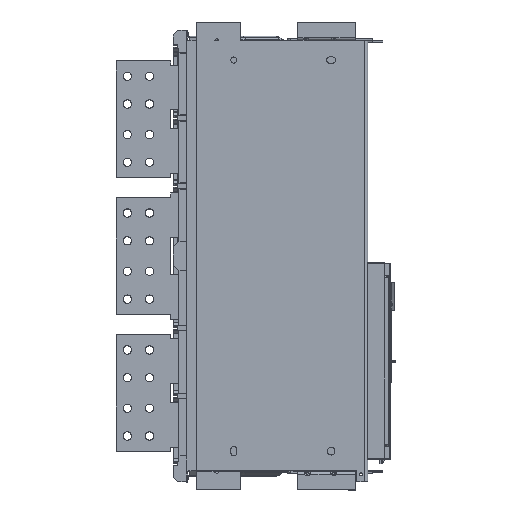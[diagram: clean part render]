
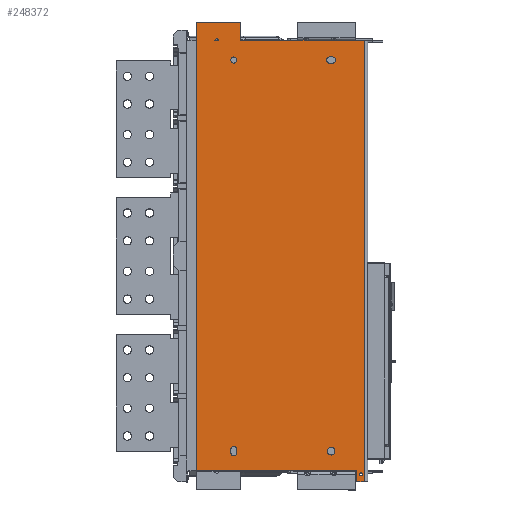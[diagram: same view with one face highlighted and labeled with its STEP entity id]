
A CAD part, top view. The second image highlights one B-rep face of the part: STEP entity #248372.
In plain terms, the highlighted planar face has unit normal (0, 0, 1).
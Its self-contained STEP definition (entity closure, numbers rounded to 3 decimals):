
#1957=DIRECTION('',(1.,0.,0.));
#1958=VECTOR('',#1957,289.);
#1959=CARTESIAN_POINT('',(144.,36.,-1.4));
#1960=LINE('',#1959,#1958);
#38543=DIRECTION('',(-1.,0.,0.));
#38544=VECTOR('',#38543,223.);
#38545=CARTESIAN_POINT('',(447.,810.,-1.4));
#38546=LINE('',#38545,#38544);
#87511=DIRECTION('',(0.,1.,0.));
#87512=VECTOR('',#87511,807.);
#87513=CARTESIAN_POINT('',(144.,36.,-1.4));
#87514=LINE('',#87513,#87512);
#87515=DIRECTION('',(1.,0.,0.));
#87516=VECTOR('',#87515,80.);
#87517=CARTESIAN_POINT('',(144.,843.,-1.4));
#87518=LINE('',#87517,#87516);
#87519=DIRECTION('',(0.,-1.,0.));
#87520=VECTOR('',#87519,33.);
#87521=CARTESIAN_POINT('',(224.,843.,-1.4));
#87522=LINE('',#87521,#87520);
#87523=DIRECTION('',(-1.,0.,0.));
#87524=VECTOR('',#87523,14.);
#87525=CARTESIAN_POINT('',(447.,15.,-1.4));
#87526=LINE('',#87525,#87524);
#87527=DIRECTION('',(0.,1.,0.));
#87528=VECTOR('',#87527,21.);
#87529=CARTESIAN_POINT('',(433.,15.,-1.4));
#87530=LINE('',#87529,#87528);
#87531=CARTESIAN_POINT('',(387.,70.,-1.4));
#87532=DIRECTION('',(0.,0.,1.));
#87533=DIRECTION('',(1.,0.,0.));
#87534=AXIS2_PLACEMENT_3D('',#87531,#87532,#87533);
#87536=CARTESIAN_POINT('',(387.,70.,-1.4));
#87537=DIRECTION('',(0.,0.,1.));
#87538=DIRECTION('',(-1.,0.,0.));
#87539=AXIS2_PLACEMENT_3D('',#87536,#87537,#87538);
#87541=CARTESIAN_POINT('',(212.,73.,-1.4));
#87542=DIRECTION('',(0.,0.,1.));
#87543=DIRECTION('',(1.,0.,0.));
#87544=AXIS2_PLACEMENT_3D('',#87541,#87542,#87543);
#87546=DIRECTION('',(0.,-1.,0.));
#87547=VECTOR('',#87546,6.);
#87548=CARTESIAN_POINT('',(206.5,73.,-1.4));
#87549=LINE('',#87548,#87547);
#87550=CARTESIAN_POINT('',(212.,67.,-1.4));
#87551=DIRECTION('',(0.,0.,1.));
#87552=DIRECTION('',(-1.,0.,0.));
#87553=AXIS2_PLACEMENT_3D('',#87550,#87551,#87552);
#87555=DIRECTION('',(0.,1.,0.));
#87556=VECTOR('',#87555,6.);
#87557=CARTESIAN_POINT('',(217.5,67.,-1.4));
#87558=LINE('',#87557,#87556);
#87559=CARTESIAN_POINT('',(441.,28.5,-1.4));
#87560=DIRECTION('',(0.,0.,1.));
#87561=DIRECTION('',(0.,-1.,0.));
#87562=AXIS2_PLACEMENT_3D('',#87559,#87560,#87561);
#87564=CARTESIAN_POINT('',(441.,28.5,-1.4));
#87565=DIRECTION('',(0.,0.,1.));
#87566=DIRECTION('',(0.,1.,0.));
#87567=AXIS2_PLACEMENT_3D('',#87564,#87565,#87566);
#87569=DIRECTION('',(1.,0.,0.));
#87570=VECTOR('',#87569,7.246);
#87571=CARTESIAN_POINT('',(177.375,810.,
-1.4));
#87572=LINE('',#87571,#87570);
#87573=CARTESIAN_POINT('',(212.,774.5,-1.4));
#87574=DIRECTION('',(0.,0.,1.));
#87575=DIRECTION('',(1.,0.,0.));
#87576=AXIS2_PLACEMENT_3D('',#87573,#87574,#87575);
#87578=CARTESIAN_POINT('',(212.,774.5,-1.4));
#87579=DIRECTION('',(0.,0.,1.));
#87580=DIRECTION('',(-1.,0.,0.));
#87581=AXIS2_PLACEMENT_3D('',#87578,#87579,#87580);
#87583=CARTESIAN_POINT('',(390.,774.5,-1.4));
#87584=DIRECTION('',(0.,0.,1.));
#87585=DIRECTION('',(0.,-1.,0.));
#87586=AXIS2_PLACEMENT_3D('',#87583,#87584,#87585);
#87588=CARTESIAN_POINT('',(390.,774.5,-1.4));
#87589=DIRECTION('',(0.,0.,1.));
#87590=DIRECTION('',(1.,0.,0.));
#87591=AXIS2_PLACEMENT_3D('',#87588,#87589,#87590);
#87593=CARTESIAN_POINT('',(384.,774.5,-1.4));
#87594=DIRECTION('',(0.,0.,1.));
#87595=DIRECTION('',(0.,1.,0.));
#87596=AXIS2_PLACEMENT_3D('',#87593,#87594,#87595);
#87598=CARTESIAN_POINT('',(384.,774.5,-1.4));
#87599=DIRECTION('',(0.,0.,1.));
#87600=DIRECTION('',(-1.,0.,0.));
#87601=AXIS2_PLACEMENT_3D('',#87598,#87599,#87600);
#87603=DIRECTION('',(0.,1.,0.));
#87604=VECTOR('',#87603,795.);
#87605=CARTESIAN_POINT('',(447.,15.,-1.4));
#87606=LINE('',#87605,#87604);
#93931=CARTESIAN_POINT('',(177.375,810.,
-1.4));
#93932=CARTESIAN_POINT('',(177.758,810.7,
-1.4));
#93933=CARTESIAN_POINT('',(178.537,811.834,
-1.4));
#93934=CARTESIAN_POINT('',(179.309,812.376,
-1.4));
#93935=CARTESIAN_POINT('',(181.005,812.833,
-1.4));
#93936=CARTESIAN_POINT('',(182.674,812.379,
-1.4));
#93937=CARTESIAN_POINT('',(183.487,811.817,
-1.4));
#93938=CARTESIAN_POINT('',(184.251,810.693,
-1.4));
#93939=CARTESIAN_POINT('',(184.621,810.,
-1.4));
#93973=DIRECTION('',(-1.,0.,0.));
#93974=VECTOR('',#93973,6.);
#93975=CARTESIAN_POINT('',(390.,769.,-1.4));
#93976=LINE('',#93975,#93974);
#93985=DIRECTION('',(1.,0.,0.));
#93986=VECTOR('',#93985,6.);
#93987=CARTESIAN_POINT('',(384.,780.,-1.4));
#93988=LINE('',#93987,#93986);
#102549=CARTESIAN_POINT('',(144.,36.,-1.4));
#102550=VERTEX_POINT('',#102549);
#102551=CARTESIAN_POINT('',(433.,36.,-1.4));
#102552=VERTEX_POINT('',#102551);
#103316=CARTESIAN_POINT('',(447.,810.,-1.4));
#103317=VERTEX_POINT('',#103316);
#103318=CARTESIAN_POINT('',(224.,810.,-1.4));
#103319=VERTEX_POINT('',#103318);
#118674=CARTESIAN_POINT('',(144.,843.,-1.4));
#118675=VERTEX_POINT('',#118674);
#118682=CARTESIAN_POINT('',(224.,843.,-1.4));
#118683=VERTEX_POINT('',#118682);
#118684=CARTESIAN_POINT('',(447.,15.,-1.4));
#118685=VERTEX_POINT('',#118684);
#118686=CARTESIAN_POINT('',(433.,15.,-1.4));
#118687=VERTEX_POINT('',#118686);
#118688=CARTESIAN_POINT('',(394.,70.,-1.4));
#118689=CARTESIAN_POINT('',(380.,70.,-1.4));
#118690=VERTEX_POINT('',#118688);
#118691=VERTEX_POINT('',#118689);
#118692=CARTESIAN_POINT('',(217.5,73.,-1.4));
#118693=CARTESIAN_POINT('',(206.5,73.,-1.4));
#118694=VERTEX_POINT('',#118692);
#118695=VERTEX_POINT('',#118693);
#118696=CARTESIAN_POINT('',(206.5,67.,-1.4));
#118697=VERTEX_POINT('',#118696);
#118698=CARTESIAN_POINT('',(217.5,67.,-1.4));
#118699=VERTEX_POINT('',#118698);
#118700=CARTESIAN_POINT('',(441.,25.75,-1.4));
#118701=CARTESIAN_POINT('',(441.,31.25,-1.4));
#118702=VERTEX_POINT('',#118700);
#118703=VERTEX_POINT('',#118701);
#118704=VERTEX_POINT('',#93931);
#118705=VERTEX_POINT('',#93939);
#118706=CARTESIAN_POINT('',(217.5,774.5,-1.4));
#118707=CARTESIAN_POINT('',(206.5,774.5,-1.4));
#118708=VERTEX_POINT('',#118706);
#118709=VERTEX_POINT('',#118707);
#118710=CARTESIAN_POINT('',(390.,769.,-1.4));
#118711=CARTESIAN_POINT('',(384.,769.,-1.4));
#118712=VERTEX_POINT('',#118710);
#118713=VERTEX_POINT('',#118711);
#118714=CARTESIAN_POINT('',(395.5,774.5,-1.4));
#118715=VERTEX_POINT('',#118714);
#118716=CARTESIAN_POINT('',(390.,780.,-1.4));
#118717=VERTEX_POINT('',#118716);
#118718=CARTESIAN_POINT('',(384.,780.,-1.4));
#118719=VERTEX_POINT('',#118718);
#118720=CARTESIAN_POINT('',(378.5,774.5,-1.4));
#118721=VERTEX_POINT('',#118720);
#248305=CARTESIAN_POINT('',(295.5,401.75,-1.4));
#248306=DIRECTION('',(0.,0.,1.));
#248307=DIRECTION('',(1.,0.,0.));
#248308=AXIS2_PLACEMENT_3D('',#248305,#248306,#248307);
#248309=PLANE('',#248308);
#248310=ORIENTED_EDGE('',*,*,#248258,.T.);
#248312=ORIENTED_EDGE('',*,*,#248311,.T.);
#248313=ORIENTED_EDGE('',*,*,#248297,.T.);
#248314=ORIENTED_EDGE('',*,*,#180042,.F.);
#248316=ORIENTED_EDGE('',*,*,#248315,.F.);
#248318=ORIENTED_EDGE('',*,*,#248317,.T.);
#248320=ORIENTED_EDGE('',*,*,#248319,.T.);
#248321=ORIENTED_EDGE('',*,*,#130407,.F.);
#248322=EDGE_LOOP('',(#248310,#248312,#248313,#248314,#248316,#248318,#248320,
#248321));
#248323=FACE_OUTER_BOUND('',#248322,.F.);
#248325=ORIENTED_EDGE('',*,*,#248324,.T.);
#248327=ORIENTED_EDGE('',*,*,#248326,.T.);
#248328=EDGE_LOOP('',(#248325,#248327));
#248329=FACE_BOUND('',#248328,.F.);
#248331=ORIENTED_EDGE('',*,*,#248330,.T.);
#248333=ORIENTED_EDGE('',*,*,#248332,.T.);
#248335=ORIENTED_EDGE('',*,*,#248334,.T.);
#248337=ORIENTED_EDGE('',*,*,#248336,.T.);
#248338=EDGE_LOOP('',(#248331,#248333,#248335,#248337));
#248339=FACE_BOUND('',#248338,.F.);
#248341=ORIENTED_EDGE('',*,*,#248340,.T.);
#248343=ORIENTED_EDGE('',*,*,#248342,.T.);
#248344=EDGE_LOOP('',(#248341,#248343));
#248345=FACE_BOUND('',#248344,.F.);
#248347=ORIENTED_EDGE('',*,*,#248346,.F.);
#248349=ORIENTED_EDGE('',*,*,#248348,.T.);
#248350=EDGE_LOOP('',(#248347,#248349));
#248351=FACE_BOUND('',#248350,.F.);
#248353=ORIENTED_EDGE('',*,*,#248352,.T.);
#248355=ORIENTED_EDGE('',*,*,#248354,.T.);
#248356=EDGE_LOOP('',(#248353,#248355));
#248357=FACE_BOUND('',#248356,.F.);
#248359=ORIENTED_EDGE('',*,*,#248358,.F.);
#248361=ORIENTED_EDGE('',*,*,#248360,.T.);
#248363=ORIENTED_EDGE('',*,*,#248362,.T.);
#248365=ORIENTED_EDGE('',*,*,#248364,.F.);
#248367=ORIENTED_EDGE('',*,*,#248366,.T.);
#248369=ORIENTED_EDGE('',*,*,#248368,.T.);
#248370=EDGE_LOOP('',(#248359,#248361,#248363,#248365,#248367,#248369));
#248371=FACE_BOUND('',#248370,.F.);
#248372=ADVANCED_FACE('',(#248323,#248329,#248339,#248345,#248351,#248357,
#248371),#248309,.T.);
#87535=CIRCLE('',#87534,7.);
#87540=CIRCLE('',#87539,7.);
#87545=CIRCLE('',#87544,5.5);
#87554=CIRCLE('',#87553,5.5);
#87563=CIRCLE('',#87562,2.75);
#87568=CIRCLE('',#87567,2.75);
#87577=CIRCLE('',#87576,5.5);
#87582=CIRCLE('',#87581,5.5);
#87587=CIRCLE('',#87586,5.5);
#87592=CIRCLE('',#87591,5.5);
#87597=CIRCLE('',#87596,5.5);
#87602=CIRCLE('',#87601,5.5);
#93940=B_SPLINE_CURVE_WITH_KNOTS('',3,(#93931,#93932,#93933,#93934,#93935,
#93936,#93937,#93938,#93939),.UNSPECIFIED.,.F.,.F.,(4,1,1,1,1,1,4),(0.,
0.167,0.333,0.5,0.667,0.833,
1.),.UNSPECIFIED.);
#130407=EDGE_CURVE('',#102550,#102552,#1960,.T.);
#180042=EDGE_CURVE('',#103317,#103319,#38546,.T.);
#248258=EDGE_CURVE('',#102550,#118675,#87514,.T.);
#248297=EDGE_CURVE('',#118683,#103319,#87522,.T.);
#248311=EDGE_CURVE('',#118675,#118683,#87518,.T.);
#248315=EDGE_CURVE('',#118685,#103317,#87606,.T.);
#248317=EDGE_CURVE('',#118685,#118687,#87526,.T.);
#248319=EDGE_CURVE('',#118687,#102552,#87530,.T.);
#248324=EDGE_CURVE('',#118690,#118691,#87535,.T.);
#248326=EDGE_CURVE('',#118691,#118690,#87540,.T.);
#248330=EDGE_CURVE('',#118694,#118695,#87545,.T.);
#248332=EDGE_CURVE('',#118695,#118697,#87549,.T.);
#248334=EDGE_CURVE('',#118697,#118699,#87554,.T.);
#248336=EDGE_CURVE('',#118699,#118694,#87558,.T.);
#248340=EDGE_CURVE('',#118702,#118703,#87563,.T.);
#248342=EDGE_CURVE('',#118703,#118702,#87568,.T.);
#248346=EDGE_CURVE('',#118704,#118705,#93940,.T.);
#248348=EDGE_CURVE('',#118704,#118705,#87572,.T.);
#248352=EDGE_CURVE('',#118708,#118709,#87577,.T.);
#248354=EDGE_CURVE('',#118709,#118708,#87582,.T.);
#248358=EDGE_CURVE('',#118712,#118713,#93976,.T.);
#248360=EDGE_CURVE('',#118712,#118715,#87587,.T.);
#248362=EDGE_CURVE('',#118715,#118717,#87592,.T.);
#248364=EDGE_CURVE('',#118719,#118717,#93988,.T.);
#248366=EDGE_CURVE('',#118719,#118721,#87597,.T.);
#248368=EDGE_CURVE('',#118721,#118713,#87602,.T.);
